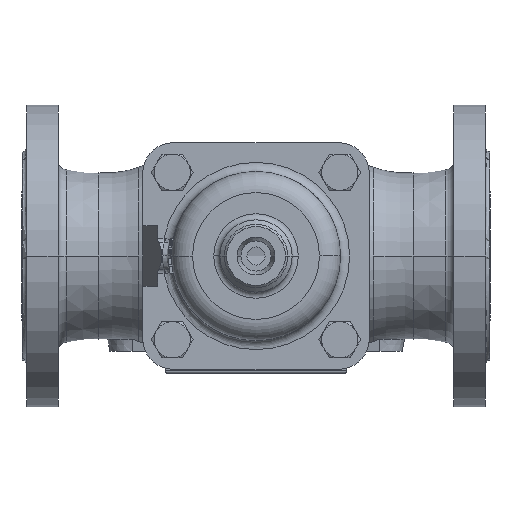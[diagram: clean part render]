
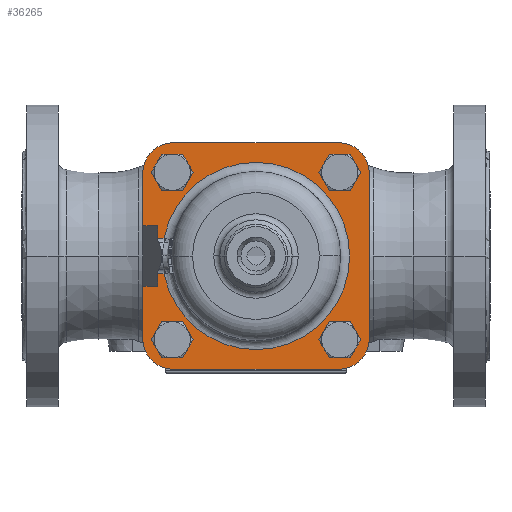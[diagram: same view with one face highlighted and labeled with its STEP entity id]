
A CAD part, front view. The second image highlights one B-rep face of the part: STEP entity #36265.
In plain terms, the highlighted planar face has unit normal (0, -1, 0).
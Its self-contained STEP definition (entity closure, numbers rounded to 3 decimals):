
#29242=CARTESIAN_POINT('',(-55.508,131.,55.508));
#29243=DIRECTION('',(0.,-1.,0.));
#29244=DIRECTION('',(1.,0.,0.));
#29245=AXIS2_PLACEMENT_3D('',#29242,#29243,#29244);
#29247=CARTESIAN_POINT('',(-55.508,131.,55.508));
#29248=DIRECTION('',(0.,-1.,0.));
#29249=DIRECTION('',(-1.,0.,0.));
#29250=AXIS2_PLACEMENT_3D('',#29247,#29248,#29249);
#29252=CARTESIAN_POINT('',(55.508,131.,55.508));
#29253=DIRECTION('',(0.,-1.,0.));
#29254=DIRECTION('',(1.,0.,0.));
#29255=AXIS2_PLACEMENT_3D('',#29252,#29253,#29254);
#29257=CARTESIAN_POINT('',(55.508,131.,55.508));
#29258=DIRECTION('',(0.,-1.,0.));
#29259=DIRECTION('',(-1.,0.,0.));
#29260=AXIS2_PLACEMENT_3D('',#29257,#29258,#29259);
#29262=CARTESIAN_POINT('',(55.508,131.,-55.508));
#29263=DIRECTION('',(0.,-1.,0.));
#29264=DIRECTION('',(1.,0.,0.));
#29265=AXIS2_PLACEMENT_3D('',#29262,#29263,#29264);
#29267=CARTESIAN_POINT('',(55.508,131.,-55.508));
#29268=DIRECTION('',(0.,-1.,0.));
#29269=DIRECTION('',(-1.,0.,0.));
#29270=AXIS2_PLACEMENT_3D('',#29267,#29268,#29269);
#29272=CARTESIAN_POINT('',(-55.508,131.,-55.508));
#29273=DIRECTION('',(0.,-1.,0.));
#29274=DIRECTION('',(1.,0.,0.));
#29275=AXIS2_PLACEMENT_3D('',#29272,#29273,#29274);
#29277=CARTESIAN_POINT('',(-55.508,131.,-55.508));
#29278=DIRECTION('',(0.,-1.,0.));
#29279=DIRECTION('',(-1.,0.,0.));
#29280=AXIS2_PLACEMENT_3D('',#29277,#29278,#29279);
#29282=DIRECTION('',(-1.,0.,0.));
#29283=VECTOR('',#29282,4.284);
#29284=CARTESIAN_POINT('',(-60.901,131.,
11.619));
#29285=LINE('',#29284,#29283);
#29286=DIRECTION('',(0.,0.,1.));
#29287=VECTOR('',#29286,8.381);
#29288=CARTESIAN_POINT('',(-65.185,131.,11.619));
#29289=LINE('',#29288,#29287);
#29290=DIRECTION('',(1.,0.,0.));
#29291=VECTOR('',#29290,9.815);
#29292=CARTESIAN_POINT('',(-75.,131.,20.));
#29293=LINE('',#29292,#29291);
#29294=DIRECTION('',(0.,0.,-1.));
#29295=VECTOR('',#29294,35.);
#29296=CARTESIAN_POINT('',(-75.,131.,55.));
#29297=LINE('',#29296,#29295);
#29298=CARTESIAN_POINT('',(-55.,131.,55.));
#29299=DIRECTION('',(0.,-1.,0.));
#29300=DIRECTION('',(0.,0.,1.));
#29301=AXIS2_PLACEMENT_3D('',#29298,#29299,#29300);
#29303=DIRECTION('',(-1.,0.,0.));
#29304=VECTOR('',#29303,110.);
#29305=CARTESIAN_POINT('',(55.,131.,75.));
#29306=LINE('',#29305,#29304);
#29307=CARTESIAN_POINT('',(55.,131.,55.));
#29308=DIRECTION('',(0.,-1.,0.));
#29309=DIRECTION('',(1.,0.,0.));
#29310=AXIS2_PLACEMENT_3D('',#29307,#29308,#29309);
#29312=DIRECTION('',(0.,0.,1.));
#29313=VECTOR('',#29312,110.);
#29314=CARTESIAN_POINT('',(75.,131.,-55.));
#29315=LINE('',#29314,#29313);
#29316=CARTESIAN_POINT('',(55.,131.,-55.));
#29317=DIRECTION('',(0.,-1.,0.));
#29318=DIRECTION('',(0.,0.,-1.));
#29319=AXIS2_PLACEMENT_3D('',#29316,#29317,#29318);
#29321=DIRECTION('',(1.,0.,0.));
#29322=VECTOR('',#29321,110.);
#29323=CARTESIAN_POINT('',(-55.,131.,-75.));
#29324=LINE('',#29323,#29322);
#29325=CARTESIAN_POINT('',(-55.,131.,-55.));
#29326=DIRECTION('',(0.,-1.,0.));
#29327=DIRECTION('',(-1.,0.,0.));
#29328=AXIS2_PLACEMENT_3D('',#29325,#29326,#29327);
#29330=DIRECTION('',(0.,0.,-1.));
#29331=VECTOR('',#29330,35.);
#29332=CARTESIAN_POINT('',(-75.,131.,-20.));
#29333=LINE('',#29332,#29331);
#29334=DIRECTION('',(1.,0.,0.));
#29335=VECTOR('',#29334,9.815);
#29336=CARTESIAN_POINT('',(-75.,131.,-20.));
#29337=LINE('',#29336,#29335);
#29338=DIRECTION('',(0.,0.,1.));
#29339=VECTOR('',#29338,8.381);
#29340=CARTESIAN_POINT('',(-65.185,131.,-20.));
#29341=LINE('',#29340,#29339);
#29342=DIRECTION('',(1.,0.,0.));
#29343=VECTOR('',#29342,4.284);
#29344=CARTESIAN_POINT('',(-65.185,131.,-11.619));
#29345=LINE('',#29344,#29343);
#30761=CARTESIAN_POINT('',(0.,131.,0.));
#30762=DIRECTION('',(0.,1.,0.));
#30763=DIRECTION('',(-0.982,0.,0.187));
#30764=AXIS2_PLACEMENT_3D('',#30761,#30762,#30763);
#33860=CARTESIAN_POINT('',(-60.901,131.,
11.619));
#34655=CARTESIAN_POINT('',(-55.,131.,75.));
#34656=CARTESIAN_POINT('',(-75.,131.,55.));
#34657=VERTEX_POINT('',#34655);
#34658=VERTEX_POINT('',#34656);
#34659=CARTESIAN_POINT('',(75.,131.,55.));
#34660=CARTESIAN_POINT('',(55.,131.,75.));
#34661=VERTEX_POINT('',#34659);
#34662=VERTEX_POINT('',#34660);
#34663=CARTESIAN_POINT('',(55.,131.,-75.));
#34664=CARTESIAN_POINT('',(75.,131.,-55.));
#34665=VERTEX_POINT('',#34663);
#34666=VERTEX_POINT('',#34664);
#34667=CARTESIAN_POINT('',(-75.,131.,-55.));
#34668=CARTESIAN_POINT('',(-55.,131.,-75.));
#34669=VERTEX_POINT('',#34667);
#34670=VERTEX_POINT('',#34668);
#34703=CARTESIAN_POINT('',(-46.508,131.,55.508));
#34704=CARTESIAN_POINT('',(-64.508,131.,55.508));
#34705=VERTEX_POINT('',#34703);
#34706=VERTEX_POINT('',#34704);
#34715=CARTESIAN_POINT('',(64.508,131.,55.508));
#34716=CARTESIAN_POINT('',(46.508,131.,55.508));
#34717=VERTEX_POINT('',#34715);
#34718=VERTEX_POINT('',#34716);
#34727=CARTESIAN_POINT('',(64.508,131.,-55.508));
#34728=CARTESIAN_POINT('',(46.508,131.,-55.508));
#34729=VERTEX_POINT('',#34727);
#34730=VERTEX_POINT('',#34728);
#34739=CARTESIAN_POINT('',(-46.508,131.,-55.508));
#34740=CARTESIAN_POINT('',(-64.508,131.,-55.508));
#34741=VERTEX_POINT('',#34739);
#34742=VERTEX_POINT('',#34740);
#34767=CARTESIAN_POINT('',(-75.,131.,-20.));
#34768=CARTESIAN_POINT('',(-65.185,131.,-20.));
#34769=VERTEX_POINT('',#34767);
#34770=VERTEX_POINT('',#34768);
#34771=CARTESIAN_POINT('',(-75.,131.,20.));
#34772=CARTESIAN_POINT('',(-65.185,131.,20.));
#34773=VERTEX_POINT('',#34771);
#34774=VERTEX_POINT('',#34772);
#34779=CARTESIAN_POINT('',(-65.185,131.,-11.619));
#34780=VERTEX_POINT('',#34779);
#34781=CARTESIAN_POINT('',(-65.185,131.,11.619));
#34782=VERTEX_POINT('',#34781);
#34795=CARTESIAN_POINT('',(-60.902,131.,-11.619));
#34797=VERTEX_POINT('',#34795);
#34799=VERTEX_POINT('',#33860);
#36203=CARTESIAN_POINT('',(0.,131.,0.));
#36204=DIRECTION('',(0.,1.,0.));
#36205=DIRECTION('',(0.,0.,-1.));
#36206=AXIS2_PLACEMENT_3D('',#36203,#36204,#36205);
#36207=PLANE('',#36206);
#36209=ORIENTED_EDGE('',*,*,#36208,.F.);
#36211=ORIENTED_EDGE('',*,*,#36210,.T.);
#36213=ORIENTED_EDGE('',*,*,#36212,.T.);
#36215=ORIENTED_EDGE('',*,*,#36214,.F.);
#36217=ORIENTED_EDGE('',*,*,#36216,.F.);
#36219=ORIENTED_EDGE('',*,*,#36218,.F.);
#36221=ORIENTED_EDGE('',*,*,#36220,.F.);
#36223=ORIENTED_EDGE('',*,*,#36222,.F.);
#36225=ORIENTED_EDGE('',*,*,#36224,.F.);
#36227=ORIENTED_EDGE('',*,*,#36226,.F.);
#36229=ORIENTED_EDGE('',*,*,#36228,.F.);
#36231=ORIENTED_EDGE('',*,*,#36230,.F.);
#36233=ORIENTED_EDGE('',*,*,#36232,.F.);
#36235=ORIENTED_EDGE('',*,*,#36234,.T.);
#36237=ORIENTED_EDGE('',*,*,#36236,.T.);
#36239=ORIENTED_EDGE('',*,*,#36238,.T.);
#36240=EDGE_LOOP('',(#36209,#36211,#36213,#36215,#36217,#36219,#36221,#36223,
#36225,#36227,#36229,#36231,#36233,#36235,#36237,#36239));
#36241=FACE_OUTER_BOUND('',#36240,.F.);
#36243=ORIENTED_EDGE('',*,*,#36242,.T.);
#36245=ORIENTED_EDGE('',*,*,#36244,.T.);
#36246=EDGE_LOOP('',(#36243,#36245));
#36247=FACE_BOUND('',#36246,.F.);
#36249=ORIENTED_EDGE('',*,*,#36248,.T.);
#36251=ORIENTED_EDGE('',*,*,#36250,.T.);
#36252=EDGE_LOOP('',(#36249,#36251));
#36253=FACE_BOUND('',#36252,.F.);
#36254=ORIENTED_EDGE('',*,*,#36187,.T.);
#36256=ORIENTED_EDGE('',*,*,#36255,.T.);
#36257=EDGE_LOOP('',(#36254,#36256));
#36258=FACE_BOUND('',#36257,.F.);
#36260=ORIENTED_EDGE('',*,*,#36259,.T.);
#36262=ORIENTED_EDGE('',*,*,#36261,.T.);
#36263=EDGE_LOOP('',(#36260,#36262));
#36264=FACE_BOUND('',#36263,.F.);
#36265=ADVANCED_FACE('',(#36241,#36247,#36253,#36258,#36264),#36207,.F.);
#29246=CIRCLE('',#29245,9.);
#29251=CIRCLE('',#29250,9.);
#29256=CIRCLE('',#29255,9.);
#29261=CIRCLE('',#29260,9.);
#29266=CIRCLE('',#29265,9.);
#29271=CIRCLE('',#29270,9.);
#29276=CIRCLE('',#29275,9.);
#29281=CIRCLE('',#29280,9.);
#29302=CIRCLE('',#29301,20.);
#29311=CIRCLE('',#29310,20.);
#29320=CIRCLE('',#29319,20.);
#29329=CIRCLE('',#29328,20.);
#30765=CIRCLE('',#30764,62.);
#36187=EDGE_CURVE('',#34741,#34742,#29276,.T.);
#36208=EDGE_CURVE('',#34799,#34797,#30765,.T.);
#36210=EDGE_CURVE('',#34799,#34782,#29285,.T.);
#36212=EDGE_CURVE('',#34782,#34774,#29289,.T.);
#36214=EDGE_CURVE('',#34773,#34774,#29293,.T.);
#36216=EDGE_CURVE('',#34658,#34773,#29297,.T.);
#36218=EDGE_CURVE('',#34657,#34658,#29302,.T.);
#36220=EDGE_CURVE('',#34662,#34657,#29306,.T.);
#36222=EDGE_CURVE('',#34661,#34662,#29311,.T.);
#36224=EDGE_CURVE('',#34666,#34661,#29315,.T.);
#36226=EDGE_CURVE('',#34665,#34666,#29320,.T.);
#36228=EDGE_CURVE('',#34670,#34665,#29324,.T.);
#36230=EDGE_CURVE('',#34669,#34670,#29329,.T.);
#36232=EDGE_CURVE('',#34769,#34669,#29333,.T.);
#36234=EDGE_CURVE('',#34769,#34770,#29337,.T.);
#36236=EDGE_CURVE('',#34770,#34780,#29341,.T.);
#36238=EDGE_CURVE('',#34780,#34797,#29345,.T.);
#36242=EDGE_CURVE('',#34717,#34718,#29256,.T.);
#36244=EDGE_CURVE('',#34718,#34717,#29261,.T.);
#36248=EDGE_CURVE('',#34729,#34730,#29266,.T.);
#36250=EDGE_CURVE('',#34730,#34729,#29271,.T.);
#36255=EDGE_CURVE('',#34742,#34741,#29281,.T.);
#36259=EDGE_CURVE('',#34705,#34706,#29246,.T.);
#36261=EDGE_CURVE('',#34706,#34705,#29251,.T.);
